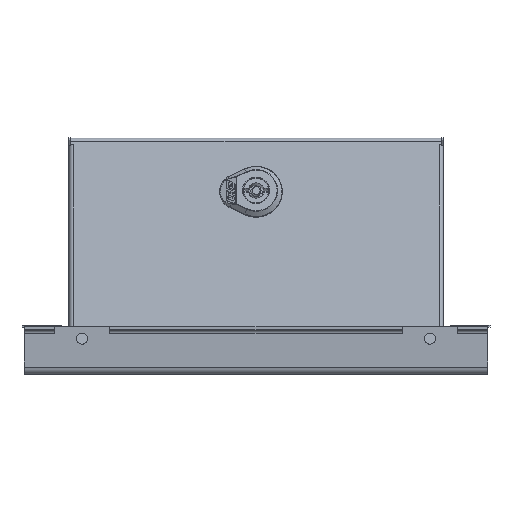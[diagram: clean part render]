
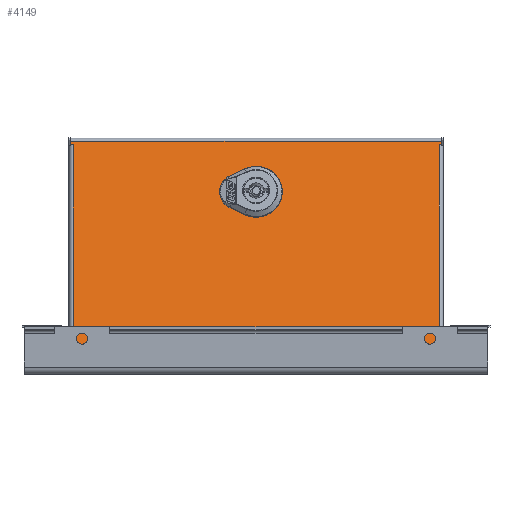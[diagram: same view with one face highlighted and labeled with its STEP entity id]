
A CAD part, left-side view. The second image highlights one B-rep face of the part: STEP entity #4149.
In plain terms, the highlighted face is planar.
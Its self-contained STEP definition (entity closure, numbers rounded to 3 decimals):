
#2268=LINE('',#22410,#2937);
#2272=LINE('',#22422,#2941);
#2276=LINE('',#22434,#2945);
#2280=LINE('',#22446,#2949);
#2308=LINE('',#22540,#2977);
#2340=LINE('',#22713,#3009);
#2342=LINE('',#22719,#3011);
#2344=LINE('',#22725,#3013);
#2345=LINE('',#22727,#3014);
#2346=LINE('',#22729,#3015);
#2347=LINE('',#22731,#3016);
#2937=VECTOR('',#13404,1.);
#2941=VECTOR('',#13416,1.);
#2945=VECTOR('',#13428,1.);
#2949=VECTOR('',#13440,1.);
#2977=VECTOR('',#13528,1.);
#3009=VECTOR('',#13632,1.);
#3011=VECTOR('',#13640,1.);
#3013=VECTOR('',#13646,1.);
#3014=VECTOR('',#13649,1.);
#3015=VECTOR('',#13650,1.);
#3016=VECTOR('',#13651,1.);
#3408=CIRCLE('',#11397,11.25);
#3410=CIRCLE('',#11401,11.25);
#3412=CIRCLE('',#11405,11.25);
#3414=CIRCLE('',#11409,11.25);
#3617=FACE_BOUND('',#5500,.T.);
#3618=FACE_BOUND('',#5501,.T.);
#4149=ADVANCED_FACE('F36',(#3617,#3618),#4440,.T.);
#4440=PLANE('',#11480);
#5500=EDGE_LOOP('',(#7936,#7937,#7938,#7939,#7940,#7941,#7942,#7943));
#5501=EDGE_LOOP('',(#7944,#7945,#7946,#7947,#7948,#7949,#7950,#7951));
#7936=ORIENTED_EDGE('',*,*,#10332,.T.);
#7937=ORIENTED_EDGE('',*,*,#10329,.F.);
#7938=ORIENTED_EDGE('',*,*,#10326,.F.);
#7939=ORIENTED_EDGE('',*,*,#10265,.F.);
#7940=ORIENTED_EDGE('',*,*,#10225,.T.);
#7941=ORIENTED_EDGE('',*,*,#10333,.T.);
#7942=ORIENTED_EDGE('',*,*,#10334,.F.);
#7943=ORIENTED_EDGE('',*,*,#10335,.T.);
#7944=ORIENTED_EDGE('',*,*,#10223,.T.);
#7945=ORIENTED_EDGE('',*,*,#10220,.T.);
#7946=ORIENTED_EDGE('',*,*,#10217,.T.);
#7947=ORIENTED_EDGE('',*,*,#10214,.T.);
#7948=ORIENTED_EDGE('',*,*,#10211,.T.);
#7949=ORIENTED_EDGE('',*,*,#10208,.T.);
#7950=ORIENTED_EDGE('',*,*,#10205,.T.);
#7951=ORIENTED_EDGE('',*,*,#10202,.T.);
#8995=VERTEX_POINT('',#22408);
#8997=VERTEX_POINT('',#22411);
#8999=VERTEX_POINT('',#22417);
#9001=VERTEX_POINT('',#22423);
#9003=VERTEX_POINT('',#22429);
#9005=VERTEX_POINT('',#22435);
#9007=VERTEX_POINT('',#22441);
#9009=VERTEX_POINT('',#22447);
#9011=VERTEX_POINT('',#22457);
#9012=VERTEX_POINT('',#22458);
#9036=VERTEX_POINT('',#22537);
#9069=VERTEX_POINT('',#22714);
#9070=VERTEX_POINT('',#22720);
#9071=VERTEX_POINT('',#22724);
#9072=VERTEX_POINT('',#22728);
#9073=VERTEX_POINT('',#22730);
#10202=EDGE_CURVE('E164',#8997,#8995,#2268,.T.);
#10205=EDGE_CURVE('E163',#8999,#8997,#3408,.T.);
#10208=EDGE_CURVE('E162',#9001,#8999,#2272,.T.);
#10211=EDGE_CURVE('E161',#9003,#9001,#3410,.T.);
#10214=EDGE_CURVE('E160',#9005,#9003,#2276,.T.);
#10217=EDGE_CURVE('E159',#9007,#9005,#3412,.T.);
#10220=EDGE_CURVE('E158',#9009,#9007,#2280,.T.);
#10223=EDGE_CURVE('E157',#8995,#9009,#3414,.T.);
#10225=EDGE_CURVE('E154',#9011,#9012,#10708,.T.);
#10265=EDGE_CURVE('E100',#9011,#9036,#2308,.T.);
#10326=EDGE_CURVE('E108',#9036,#9069,#2340,.T.);
#10329=EDGE_CURVE('E94',#9069,#9070,#2342,.T.);
#10332=EDGE_CURVE('E153',#9071,#9070,#2344,.T.);
#10333=EDGE_CURVE('E155',#9012,#9072,#2345,.T.);
#10334=EDGE_CURVE('E116',#9073,#9072,#2346,.T.);
#10335=EDGE_CURVE('E156',#9073,#9071,#2347,.T.);
#10708=B_SPLINE_CURVE_WITH_KNOTS('',1,(#22455,#22456),.UNSPECIFIED.,.F.,
 .F.,(2,2),(0.,1.),.UNSPECIFIED.);
#11397=AXIS2_PLACEMENT_3D('',#22416,#13409,#13410);
#11401=AXIS2_PLACEMENT_3D('',#22428,#13421,#13422);
#11405=AXIS2_PLACEMENT_3D('',#22440,#13433,#13434);
#11409=AXIS2_PLACEMENT_3D('',#22452,#13445,#13446);
#11480=AXIS2_PLACEMENT_3D('',#22732,#13652,#13653);
#13404=DIRECTION('',(0.,1.,0.));
#13409=DIRECTION('',(0.,0.,-1.));
#13410=DIRECTION('',(-1.,0.,0.));
#13416=DIRECTION('',(-1.,0.,0.));
#13421=DIRECTION('',(0.,0.,-1.));
#13422=DIRECTION('',(0.,1.,0.));
#13428=DIRECTION('',(0.,-1.,0.));
#13433=DIRECTION('',(0.,0.,-1.));
#13434=DIRECTION('',(0.,1.,0.));
#13440=DIRECTION('',(1.,0.,0.));
#13445=DIRECTION('',(0.,0.,-1.));
#13446=DIRECTION('',(0.,1.,0.));
#13528=DIRECTION('',(-1.,0.,0.));
#13632=DIRECTION('',(0.,1.,0.));
#13640=DIRECTION('',(1.,0.,0.));
#13646=DIRECTION('',(0.,-1.,0.));
#13649=DIRECTION('',(1.,0.,0.));
#13650=DIRECTION('',(0.,-1.,0.));
#13651=DIRECTION('',(-1.,0.,0.));
#13652=DIRECTION('',(0.,0.,1.));
#13653=DIRECTION('',(0.,1.,0.));
#22408=CARTESIAN_POINT('',(471.15,-1145.947,-23.749));
#22410=CARTESIAN_POINT('',(471.15,-1150.953,-23.749));
#22411=CARTESIAN_POINT('',(471.15,-1155.958,-23.749));
#22416=CARTESIAN_POINT('',(481.225,-1150.953,-23.749));
#22417=CARTESIAN_POINT('',(476.374,-1161.103,-23.749));
#22422=CARTESIAN_POINT('',(481.225,-1161.103,-23.749));
#22423=CARTESIAN_POINT('',(486.077,-1161.103,-23.749));
#22428=CARTESIAN_POINT('',(481.225,-1150.953,-23.749));
#22429=CARTESIAN_POINT('',(491.3,-1155.958,-23.749));
#22434=CARTESIAN_POINT('',(491.3,-1150.953,-23.749));
#22435=CARTESIAN_POINT('',(491.3,-1145.947,-23.749));
#22440=CARTESIAN_POINT('',(481.225,-1150.953,-23.749));
#22441=CARTESIAN_POINT('',(485.971,-1140.753,-23.749));
#22446=CARTESIAN_POINT('',(481.225,-1140.753,-23.749));
#22447=CARTESIAN_POINT('',(476.48,-1140.753,-23.749));
#22452=CARTESIAN_POINT('',(481.225,-1150.953,-23.749));
#22455=CARTESIAN_POINT('',(512.221,-1266.653,-23.749));
#22456=CARTESIAN_POINT('',(512.221,-1268.253,-23.749));
#22457=CARTESIAN_POINT('',(512.221,-1266.653,-23.749));
#22458=CARTESIAN_POINT('',(512.221,-1268.253,-23.749));
#22537=CARTESIAN_POINT('',(375.025,-1266.653,-23.749));
#22540=CARTESIAN_POINT('',(714.425,-1266.653,-23.749));
#22713=CARTESIAN_POINT('',(375.025,-1268.253,-23.749));
#22714=CARTESIAN_POINT('',(375.025,-1035.253,-23.749));
#22719=CARTESIAN_POINT('',(714.425,-1035.253,-23.749));
#22720=CARTESIAN_POINT('',(512.225,-1035.253,-23.749));
#22724=CARTESIAN_POINT('',(512.225,-1033.653,-23.749));
#22725=CARTESIAN_POINT('',(512.225,-1034.453,-23.749));
#22727=CARTESIAN_POINT('',(614.425,-1268.253,-23.749));
#22728=CARTESIAN_POINT('',(514.426,-1268.253,-23.749));
#22729=CARTESIAN_POINT('',(514.426,-1269.454,-23.749));
#22730=CARTESIAN_POINT('',(514.425,-1033.653,-23.749));
#22731=CARTESIAN_POINT('',(513.325,-1033.653,-23.749));
#22732=CARTESIAN_POINT('',(714.425,-1268.253,-23.749));
